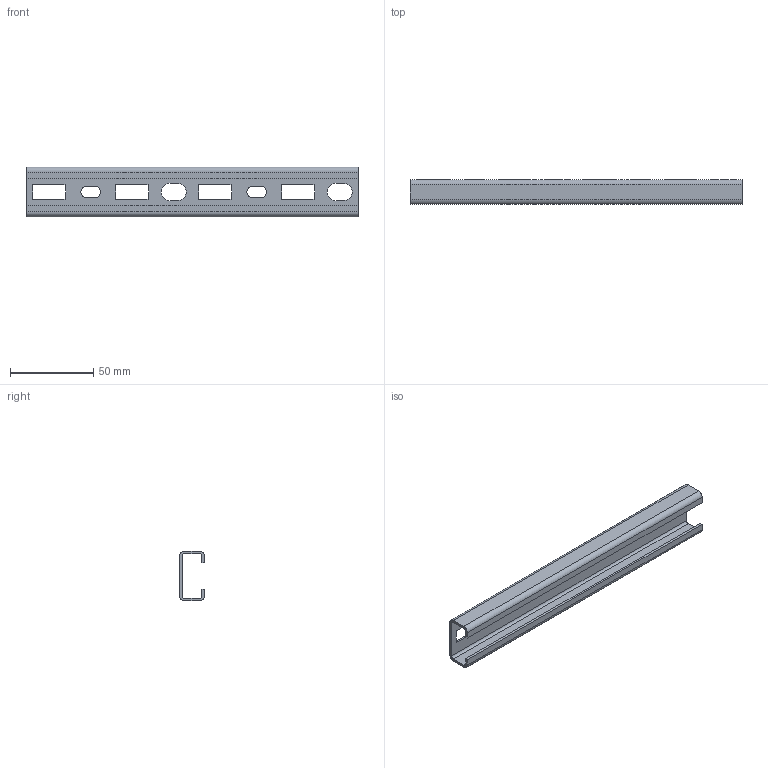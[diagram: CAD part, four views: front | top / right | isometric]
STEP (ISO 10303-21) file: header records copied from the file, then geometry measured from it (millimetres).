
FILE_DESCRIPTION(('CoCreate Modeling STEP Export'),'2;1');
FILE_NAME('0036154_1-1109782.step','2013-12-06T13:50:17',(''),(''),'CoCreate Modeling STEP processor for AP214 (Solid Model)','CoCreate Modeling 16.00B 02-Dec-2008 (C) Parametric Technology GmbH','');
FILE_SCHEMA(('AUTOMOTIVE_DESIGN { 1 0 10303 214 1 1 1 1 }'));
Length unit declared in the file: millimetre
Products named in the file (2): Schiene_C30
Assembly tree (1 placements, depth 2):
  Schiene_C30
    Schiene_C30
Bounding box: 200 x 15 x 30 mm (x, y, z)
Volume: 17590.1 mm3; surface area: 24805.4 mm2
Topology: 1 solids, 1 shells, 70 faces, 204 edges, 136 vertices
Faces by surface type: plane 38, cylinder 32
Entity records: 2409 total; most frequent: CARTESIAN_POINT 412, DIRECTION 412, ORIENTED_EDGE 408, EDGE_CURVE 204, VECTOR 140, LINE 140, AXIS2_PLACEMENT_3D 136, VERTEX_POINT 136
